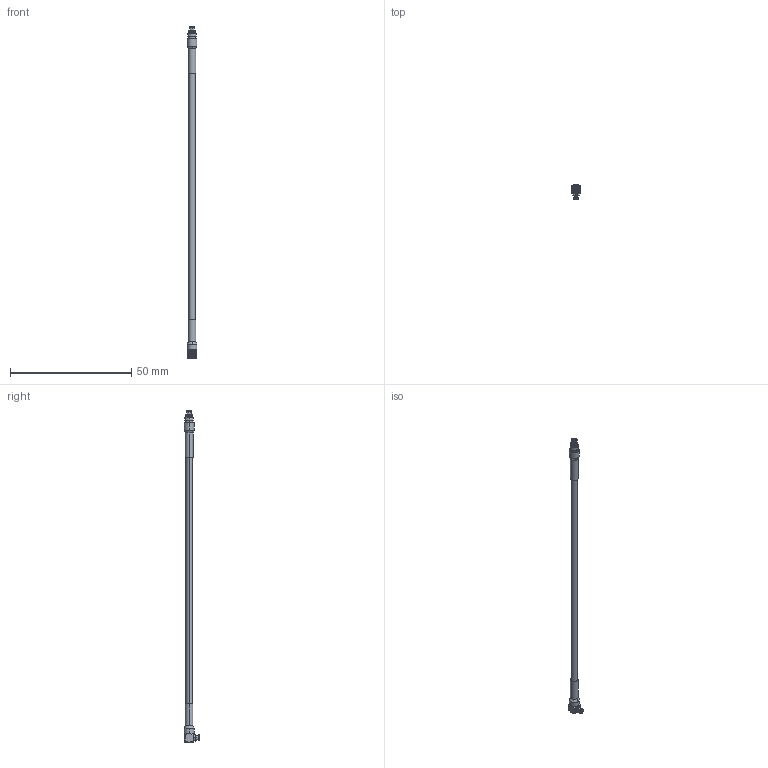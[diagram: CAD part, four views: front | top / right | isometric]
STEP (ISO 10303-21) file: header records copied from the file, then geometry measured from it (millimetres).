
FILE_DESCRIPTION (( 'STEP AP203' ), '1' );
FILE_NAME ('PE3C6069.step', '2020-09-09T16:38:59', ( '' ), ( '' ), 'SwSTEP 2.0', 'SolidWorks 2018', '' );
FILE_SCHEMA (( 'CONFIG_CONTROL_DESIGN' ));
Length unit declared in the file: inch
Products named in the file (4): PE3C6069; PE-SR405FLJ^PE3C6069_PE-SR405FLJ; PE44494^PE3C6069_Heat Shrink; PE44492^PE3C6069_Heat Shrink
Assembly tree (3 placements, depth 2):
  PE3C6069
    PE-SR405FLJ^PE3C6069_PE-SR405FLJ
    PE44492^PE3C6069_Heat Shrink
    PE44494^PE3C6069_Heat Shrink
Bounding box: 4.02 x 6.36 x 136.97 mm (x, y, z)
Volume: 882.4 mm3; surface area: 1355.9 mm2
Topology: 3 solids, 3 shells, 240 faces, 644 edges, 422 vertices
Faces by surface type: plane 98, cone 70, cylinder 56, bspline 16
Entity records: 10154 total; most frequent: CARTESIAN_POINT 3848, ORIENTED_EDGE 1288, DIRECTION 1198, EDGE_CURVE 644, AXIS2_PLACEMENT_3D 470, VERTEX_POINT 422, LINE 258, VECTOR 258
